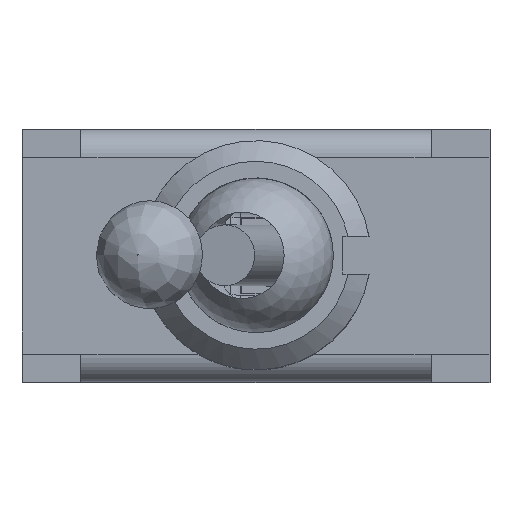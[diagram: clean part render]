
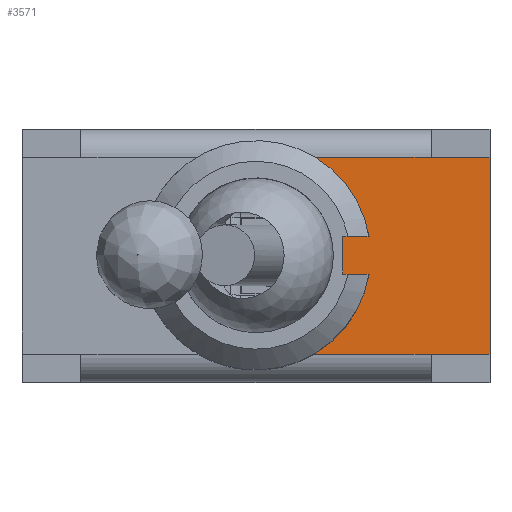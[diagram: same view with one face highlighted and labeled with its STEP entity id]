
A CAD part, top view. The second image highlights one B-rep face of the part: STEP entity #3571.
In plain terms, the highlighted planar face has unit normal (0, 0, 1).
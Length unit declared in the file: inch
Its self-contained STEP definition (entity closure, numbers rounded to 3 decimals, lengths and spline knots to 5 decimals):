
#127=CIRCLE('',#3834,0.12244);
#128=CIRCLE('',#3835,0.12244);
#283=FACE_OUTER_BOUND('',#499,.T.);
#499=EDGE_LOOP('',(#2716,#2717,#2718,#2719,#2720,#2721,#2722,#2723,#2724,
#2725));
#724=LINE('',#5301,#1131);
#729=LINE('',#5313,#1136);
#745=LINE('',#5347,#1152);
#747=LINE('',#5350,#1154);
#748=LINE('',#5352,#1155);
#851=LINE('',#5584,#1258);
#852=LINE('',#5586,#1259);
#853=LINE('',#5588,#1260);
#1131=VECTOR('',#4209,0.3937);
#1136=VECTOR('',#4218,0.3937);
#1152=VECTOR('',#4242,0.3937);
#1154=VECTOR('',#4246,0.3937);
#1155=VECTOR('',#4249,0.3937);
#1258=VECTOR('',#4484,0.3937);
#1259=VECTOR('',#4485,0.3937);
#1260=VECTOR('',#4486,0.3937);
#1522=VERTEX_POINT('',#5298);
#1523=VERTEX_POINT('',#5300);
#1527=VERTEX_POINT('',#5310);
#1528=VERTEX_POINT('',#5312);
#1541=VERTEX_POINT('',#5344);
#1542=VERTEX_POINT('',#5346);
#1604=VERTEX_POINT('',#5581);
#1605=VERTEX_POINT('',#5583);
#1606=VERTEX_POINT('',#5585);
#1607=VERTEX_POINT('',#5587);
#1862=EDGE_CURVE('',#1523,#1522,#724,.T.);
#1868=EDGE_CURVE('',#1527,#1528,#729,.T.);
#1885=EDGE_CURVE('',#1542,#1541,#745,.T.);
#1887=EDGE_CURVE('',#1528,#1541,#747,.T.);
#1888=EDGE_CURVE('',#1522,#1542,#748,.T.);
#2003=EDGE_CURVE('',#1527,#1604,#127,.T.);
#2004=EDGE_CURVE('',#1604,#1605,#851,.T.);
#2005=EDGE_CURVE('',#1605,#1606,#852,.T.);
#2006=EDGE_CURVE('',#1606,#1607,#853,.T.);
#2007=EDGE_CURVE('',#1607,#1523,#128,.T.);
#2716=ORIENTED_EDGE('',*,*,#2003,.T.);
#2717=ORIENTED_EDGE('',*,*,#2004,.T.);
#2718=ORIENTED_EDGE('',*,*,#2005,.T.);
#2719=ORIENTED_EDGE('',*,*,#2006,.T.);
#2720=ORIENTED_EDGE('',*,*,#2007,.T.);
#2721=ORIENTED_EDGE('',*,*,#1862,.T.);
#2722=ORIENTED_EDGE('',*,*,#1888,.T.);
#2723=ORIENTED_EDGE('',*,*,#1885,.T.);
#2724=ORIENTED_EDGE('',*,*,#1887,.F.);
#2725=ORIENTED_EDGE('',*,*,#1868,.F.);
#3407=PLANE('',#3833);
#3571=ADVANCED_FACE('',(#283),#3407,.T.);
#3833=AXIS2_PLACEMENT_3D('',#5580,#4480,#4481);
#3834=AXIS2_PLACEMENT_3D('',#5582,#4482,#4483);
#3835=AXIS2_PLACEMENT_3D('',#5589,#4487,#4488);
#4209=DIRECTION('',(1.,0.,0.));
#4218=DIRECTION('',(1.,0.,0.));
#4242=DIRECTION('',(0.,1.,0.));
#4246=DIRECTION('',(1.,0.,0.));
#4249=DIRECTION('',(1.,0.,0.));
#4480=DIRECTION('center_axis',(0.,0.,1.));
#4481=DIRECTION('ref_axis',(0.,-1.,0.));
#4482=DIRECTION('center_axis',(0.,0.,-1.));
#4483=DIRECTION('ref_axis',(0.986,0.164,0.));
#4484=DIRECTION('',(-1.,0.,0.));
#4485=DIRECTION('',(0.,-1.,0.));
#4486=DIRECTION('',(1.,0.,0.));
#4487=DIRECTION('center_axis',(0.,0.,-1.));
#4488=DIRECTION('ref_axis',(0.986,0.164,0.));
#5298=CARTESIAN_POINT('',(0.18701,-0.10512,0.35));
#5300=CARTESIAN_POINT('',(0.06279,-0.10512,0.35));
#5301=CARTESIAN_POINT('',(0.,-0.10512,0.35));
#5310=CARTESIAN_POINT('',(0.06279,0.10512,0.35));
#5312=CARTESIAN_POINT('',(0.18701,0.10512,0.35));
#5313=CARTESIAN_POINT('',(0.,0.10512,0.35));
#5344=CARTESIAN_POINT('',(0.25,0.10512,0.35));
#5346=CARTESIAN_POINT('',(0.25,-0.10512,0.35));
#5347=CARTESIAN_POINT('',(0.25,0.10512,0.35));
#5350=CARTESIAN_POINT('',(0.18701,0.10512,0.35));
#5352=CARTESIAN_POINT('',(0.18701,-0.10512,0.35));
#5580=CARTESIAN_POINT('Origin',(0.,0.10512,0.35));
#5581=CARTESIAN_POINT('',(0.12078,0.02008,0.35));
#5582=CARTESIAN_POINT('Origin',(0.,0.,
0.35));
#5583=CARTESIAN_POINT('',(0.09283,0.02008,0.35));
#5584=CARTESIAN_POINT('',(0.06039,0.02008,0.35));
#5585=CARTESIAN_POINT('',(0.09283,-0.02008,0.35));
#5586=CARTESIAN_POINT('',(0.09283,0.0626,0.35));
#5587=CARTESIAN_POINT('',(0.12078,-0.02008,0.35));
#5588=CARTESIAN_POINT('',(0.04642,-0.02008,0.35));
#5589=CARTESIAN_POINT('Origin',(0.,0.,
0.35));
